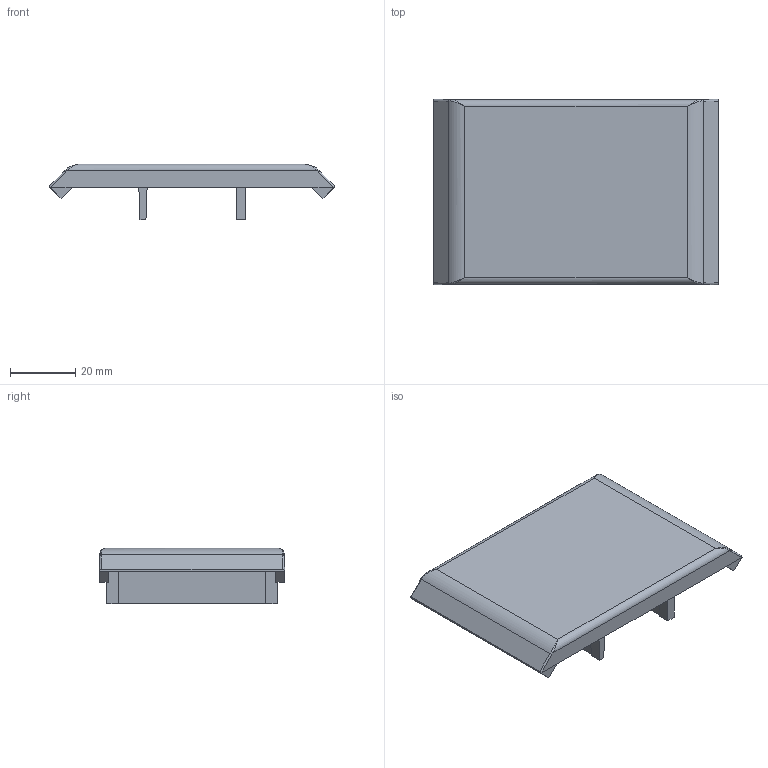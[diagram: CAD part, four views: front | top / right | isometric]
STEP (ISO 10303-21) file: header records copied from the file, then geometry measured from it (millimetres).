
FILE_DESCRIPTION (( 'STEP AP203' ), '1' );
FILE_NAME ('412523555_c_1.STEP', '2023-03-06T05:20:21', ( '' ), ( '' ), 'SwSTEP 2.0', 'SolidWorks 2014', '' );
FILE_SCHEMA (( 'CONFIG_CONTROL_DESIGN' ));
Length unit declared in the file: millimetre
Products named in the file (1): 412523555_c_1
Bounding box: 87 x 56.7 x 17 mm (x, y, z)
Volume: 19252.5 mm3; surface area: 14991.6 mm2
Topology: 1 solids, 1 shells, 82 faces, 224 edges, 140 vertices
Faces by surface type: plane 64, cylinder 10, bspline 8
Entity records: 2971 total; most frequent: CARTESIAN_POINT 953, ORIENTED_EDGE 440, DIRECTION 346, EDGE_CURVE 220, VECTOR 180, LINE 180, VERTEX_POINT 140, AXIS2_PLACEMENT_3D 83
